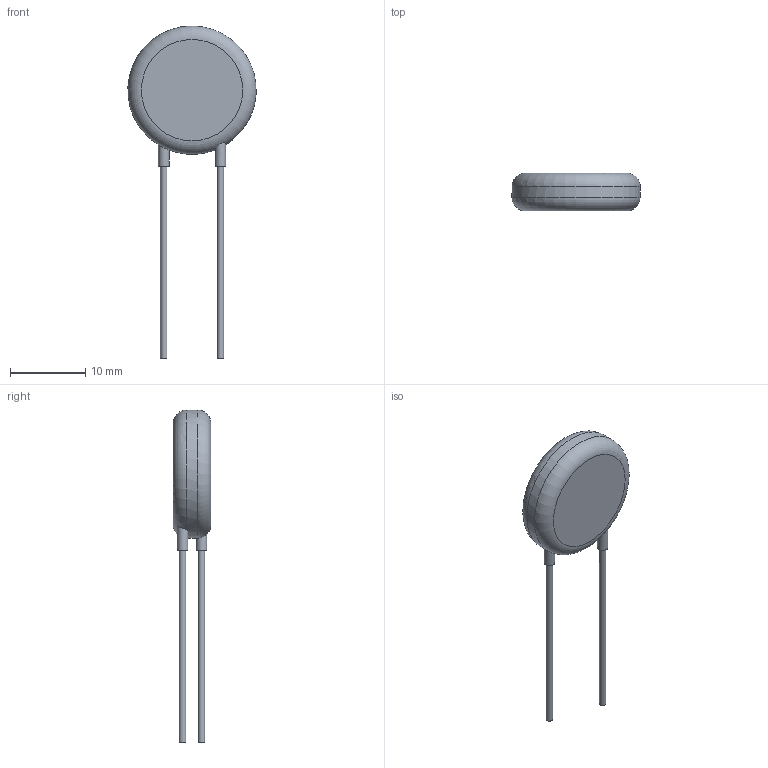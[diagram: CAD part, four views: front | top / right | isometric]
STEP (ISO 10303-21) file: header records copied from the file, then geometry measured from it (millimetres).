
FILE_DESCRIPTION(/* description */ ('Unknown'),/* implementation_level */ '2;1');
FILE_NAME(/* name */ 'V275LA20AP',/* time_stamp */ '2023-02-02T07:39:04+02:00',/* author */ ('Unknown'),/* organization */ ('Unknown'),/* preprocessor_version */ 'ST-DEVELOPER v18.1',/* originating_system */ 'Solid Edge',/* authorisation */ 'Unknown');
FILE_SCHEMA (('AUTOMOTIVE_DESIGN {1 0 10303 214 3 1 1}'));
Length unit declared in the file: millimetre
Products named in the file (1): V275LA20AP
Bounding box: 16.97 x 5 x 43.99 mm (x, y, z)
Volume: 1102.5 mm3; surface area: 796.2 mm2
Topology: 1 solids, 1 shells, 13 faces, 26 edges, 17 vertices
Faces by surface type: plane 6, cylinder 5, torus 2
Full cylindrical faces by diameter (mm): 0.86 x2, 1.4 x2, 17 x1
Entity records: 395 total; most frequent: CARTESIAN_POINT 66, DIRECTION 48, ORIENTED_EDGE 28, AXIS2_PLACEMENT_3D 24, EDGE_LOOP 22, FACE_BOUND 22, EDGE_CURVE 14, STYLED_ITEM 13
